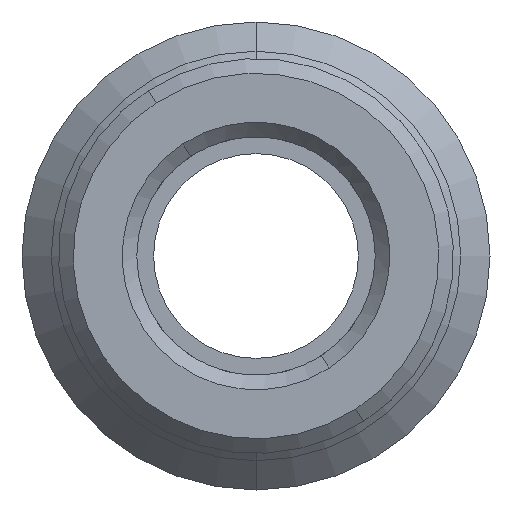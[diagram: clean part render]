
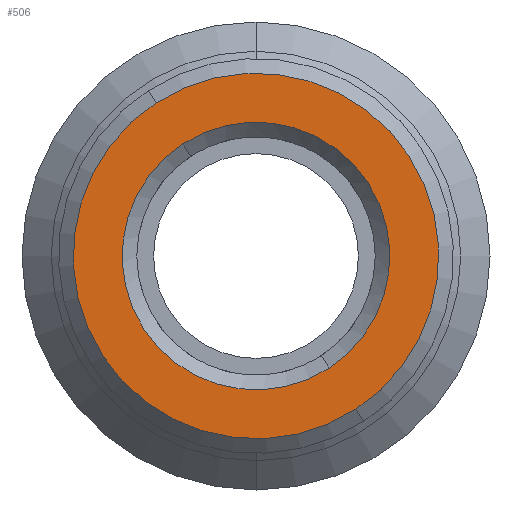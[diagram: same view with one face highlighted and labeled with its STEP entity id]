
A CAD part, front view. The second image highlights one B-rep face of the part: STEP entity #506.
In plain terms, the highlighted planar face has unit normal (0, -1, 0).
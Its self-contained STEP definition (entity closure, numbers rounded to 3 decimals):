
#161 = EDGE_CURVE ( 'NONE', #187, #171, #763, .T. ) ;
#171 = VERTEX_POINT ( 'NONE', #748 ) ;
#179 = VERTEX_POINT ( 'NONE', #714 ) ;
#185 = VERTEX_POINT ( 'NONE', #710 ) ;
#186 = EDGE_CURVE ( 'NONE', #179, #185, #709, .T. ) ;
#187 = VERTEX_POINT ( 'NONE', #722 ) ;
#327 = EDGE_LOOP ( 'NONE', ( #328, #329 ) ) ;
#328 = ORIENTED_EDGE ( 'NONE', *, *, #161, .T. ) ;
#329 = ORIENTED_EDGE ( 'NONE', *, *, #330, .T. ) ;
#330 = EDGE_CURVE ( 'NONE', #171, #187, #1421, .T. ) ;
#506 = ADVANCED_FACE ( 'NONE', ( #1214, #1204 ), #1216, .F. ) ;
#507 = EDGE_LOOP ( 'NONE', ( #508, #509 ) ) ;
#508 = ORIENTED_EDGE ( 'NONE', *, *, #186, .F. ) ;
#509 = ORIENTED_EDGE ( 'NONE', *, *, #510, .F. ) ;
#510 = EDGE_CURVE ( 'NONE', #185, #179, #1223, .T. ) ;
#709 = CIRCLE ( 'NONE', #726, 6.25 ) ;
#710 = CARTESIAN_POINT ( 'NONE',  ( -3.418, -17.75, 5.232 ) ) ;
#714 = CARTESIAN_POINT ( 'NONE',  ( 3.418, -17.75, -5.232 ) ) ;
#722 = CARTESIAN_POINT ( 'NONE',  ( -2.502, -17.75, 3.83 ) ) ;
#723 = DIRECTION ( 'NONE',  ( 0.547, 0., -0.837 ) ) ;
#724 = DIRECTION ( 'NONE',  ( 0., 1., 0. ) ) ;
#725 = CARTESIAN_POINT ( 'NONE',  ( 0., -17.75, 0. ) ) ;
#726 = AXIS2_PLACEMENT_3D ( 'NONE', #725, #724, #723 ) ;
#737 = DIRECTION ( 'NONE',  ( 0.547, 0., -0.837 ) ) ;
#748 = CARTESIAN_POINT ( 'NONE',  ( 2.502, -17.75, -3.83 ) ) ;
#761 = DIRECTION ( 'NONE',  ( 0., 1., 0. ) ) ;
#762 = AXIS2_PLACEMENT_3D ( 'NONE', #780, #761, #737 ) ;
#763 = CIRCLE ( 'NONE', #762, 4.575 ) ;
#780 = CARTESIAN_POINT ( 'NONE',  ( 0., -17.75, 0. ) ) ;
#1198 = DIRECTION ( 'NONE',  ( 0.547, 0., -0.837 ) ) ;
#1204 = FACE_BOUND ( 'NONE', #327, .T. ) ;
#1214 = FACE_OUTER_BOUND ( 'NONE', #507, .T. ) ;
#1215 = DIRECTION ( 'NONE',  ( 0., 1., 0. ) ) ;
#1216 = PLANE ( 'NONE',  #1235 ) ;
#1219 = CARTESIAN_POINT ( 'NONE',  ( 5.232, -17.75, 3.418 ) ) ;
#1223 = CIRCLE ( 'NONE', #1230, 6.25 ) ;
#1230 = AXIS2_PLACEMENT_3D ( 'NONE', #1232, #1215, #1198 ) ;
#1231 = DIRECTION ( 'NONE',  ( 0., 1., 0. ) ) ;
#1232 = CARTESIAN_POINT ( 'NONE',  ( 0., -17.75, 0. ) ) ;
#1234 = DIRECTION ( 'NONE',  ( 0.547, 0., -0.837 ) ) ;
#1235 = AXIS2_PLACEMENT_3D ( 'NONE', #1219, #1231, #1234 ) ;
#1370 = DIRECTION ( 'NONE',  ( 0.547, 0., -0.837 ) ) ;
#1371 = DIRECTION ( 'NONE',  ( 0., 1., 0. ) ) ;
#1417 = CARTESIAN_POINT ( 'NONE',  ( 0., -17.75, 0. ) ) ;
#1418 = AXIS2_PLACEMENT_3D ( 'NONE', #1417, #1371, #1370 ) ;
#1421 = CIRCLE ( 'NONE', #1418, 4.575 ) ;
